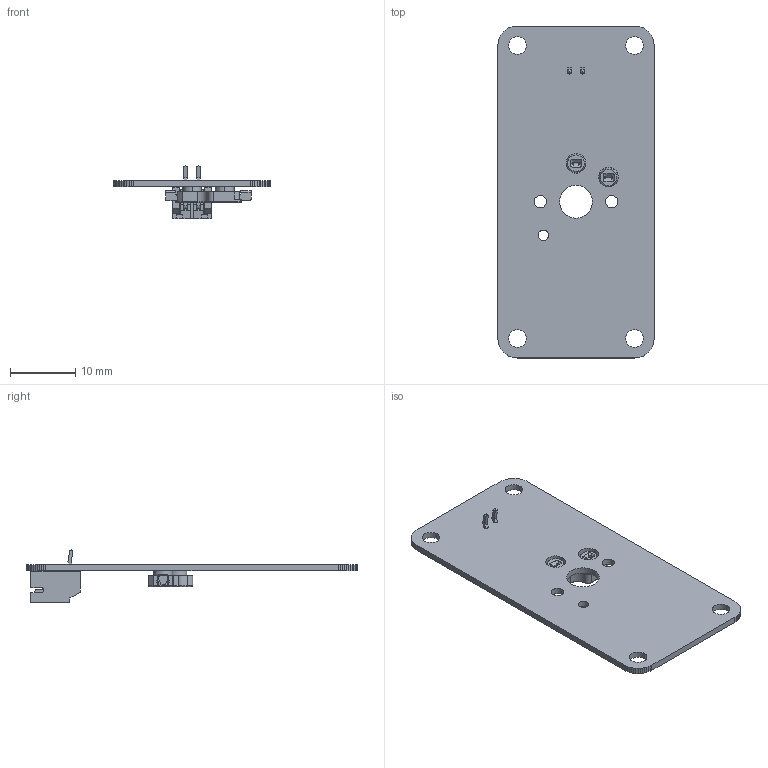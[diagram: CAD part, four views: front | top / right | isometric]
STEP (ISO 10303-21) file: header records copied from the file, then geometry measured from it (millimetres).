
FILE_DESCRIPTION(('KiCad electronic assembly'),'2;1');
FILE_NAME('MacroPed_foot_v0.1.step','2023-07-29T17:55:19',('Pcbnew'),( 'Kicad'),'Open CASCADE STEP processor 7.6','KiCad to STEP converter' ,'Unknown');
FILE_SCHEMA(('AUTOMOTIVE_DESIGN { 1 0 10303 214 1 1 1 1 }'));
Length unit declared in the file: millimetre
Products named in the file (6): MacroPed_foot_v0.1 1; SW_Hotswap_Kailh_Choc_V1; COMPOUND; JST_PH_S2B-PH-K_1x02_P2.00mm_Horizontal; SOLID; _autosave-MacroPed_foot PCB
Assembly tree (5 placements, depth 3):
  MacroPed_foot_v0.1 1
    SW_Hotswap_Kailh_Choc_V1
      COMPOUND
    JST_PH_S2B-PH-K_1x02_P2.00mm_Horizontal
      SOLID
    _autosave-MacroPed_foot PCB
Bounding box: 24 x 51 x 8.25 mm (x, y, z)
Volume: 1305.4 mm3; surface area: 3137.9 mm2
Topology: 5 solids, 5 shells, 666 faces, 1819 edges, 1176 vertices
Faces by surface type: plane 498, cylinder 132, bspline 32, cone 4
Full cylindrical faces by diameter (mm): 0.75 x2, 1.6 x1, 1.9 x2, 2.7 x4, 3.05 x2, 5.05 x1
Entity records: 56214 total; most frequent: CARTESIAN_POINT 16728, DIRECTION 6118, LINE 4514, VECTOR 4514, ORIENTED_EDGE 3638, PCURVE 3638, DEFINITIONAL_REPRESENTATION 3638, EDGE_CURVE 1819
